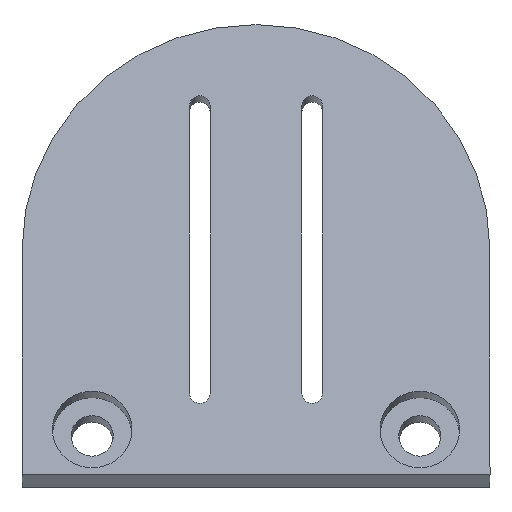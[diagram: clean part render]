
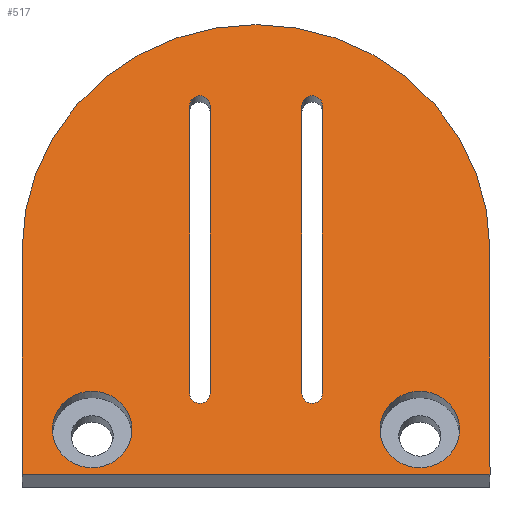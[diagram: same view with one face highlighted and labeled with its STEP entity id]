
A CAD part, front view. The second image highlights one B-rep face of the part: STEP entity #517.
In plain terms, the highlighted planar face has unit normal (0, -0.961, 0.276).
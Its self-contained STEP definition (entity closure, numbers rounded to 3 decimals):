
#17=FACE_BOUND('',#83,.T.);
#18=FACE_BOUND('',#84,.T.);
#19=FACE_BOUND('',#85,.T.);
#20=FACE_BOUND('',#86,.T.);
#29=PLANE('',#569);
#50=FACE_OUTER_BOUND('',#82,.T.);
#82=EDGE_LOOP('',(#374,#375,#376,#377));
#83=EDGE_LOOP('',(#378));
#84=EDGE_LOOP('',(#379));
#85=EDGE_LOOP('',(#380,#381,#382,#383));
#86=EDGE_LOOP('',(#384,#385,#386,#387));
#120=LINE('',#803,#166);
#121=LINE('',#805,#167);
#122=LINE('',#806,#168);
#123=LINE('',#809,#169);
#124=LINE('',#813,#170);
#125=LINE('',#817,#171);
#126=LINE('',#821,#172);
#166=VECTOR('',#649,10.);
#167=VECTOR('',#650,10.);
#168=VECTOR('',#651,10.);
#169=VECTOR('',#652,10.);
#170=VECTOR('',#655,10.);
#171=VECTOR('',#658,10.);
#172=VECTOR('',#661,10.);
#212=CIRCLE('',#562,4.25);
#214=CIRCLE('',#566,4.25);
#216=CIRCLE('',#570,25.);
#217=CIRCLE('',#571,1.1);
#218=CIRCLE('',#572,1.1);
#219=CIRCLE('',#573,1.1);
#220=CIRCLE('',#574,1.1);
#238=VERTEX_POINT('',#785);
#240=VERTEX_POINT('',#792);
#242=VERTEX_POINT('',#799);
#243=VERTEX_POINT('',#800);
#244=VERTEX_POINT('',#802);
#245=VERTEX_POINT('',#804);
#246=VERTEX_POINT('',#807);
#247=VERTEX_POINT('',#808);
#248=VERTEX_POINT('',#810);
#249=VERTEX_POINT('',#812);
#250=VERTEX_POINT('',#815);
#251=VERTEX_POINT('',#816);
#252=VERTEX_POINT('',#818);
#253=VERTEX_POINT('',#820);
#288=EDGE_CURVE('',#238,#238,#212,.T.);
#291=EDGE_CURVE('',#240,#240,#214,.T.);
#294=EDGE_CURVE('',#242,#243,#216,.T.);
#295=EDGE_CURVE('',#244,#242,#120,.T.);
#296=EDGE_CURVE('',#245,#244,#121,.T.);
#297=EDGE_CURVE('',#243,#245,#122,.T.);
#298=EDGE_CURVE('',#246,#247,#123,.T.);
#299=EDGE_CURVE('',#247,#248,#217,.T.);
#300=EDGE_CURVE('',#248,#249,#124,.T.);
#301=EDGE_CURVE('',#249,#246,#218,.T.);
#302=EDGE_CURVE('',#250,#251,#125,.T.);
#303=EDGE_CURVE('',#250,#252,#219,.T.);
#304=EDGE_CURVE('',#253,#252,#126,.T.);
#305=EDGE_CURVE('',#253,#251,#220,.T.);
#374=ORIENTED_EDGE('',*,*,#294,.F.);
#375=ORIENTED_EDGE('',*,*,#295,.F.);
#376=ORIENTED_EDGE('',*,*,#296,.F.);
#377=ORIENTED_EDGE('',*,*,#297,.F.);
#378=ORIENTED_EDGE('',*,*,#288,.T.);
#379=ORIENTED_EDGE('',*,*,#291,.T.);
#380=ORIENTED_EDGE('',*,*,#298,.T.);
#381=ORIENTED_EDGE('',*,*,#299,.T.);
#382=ORIENTED_EDGE('',*,*,#300,.T.);
#383=ORIENTED_EDGE('',*,*,#301,.T.);
#384=ORIENTED_EDGE('',*,*,#302,.F.);
#385=ORIENTED_EDGE('',*,*,#303,.T.);
#386=ORIENTED_EDGE('',*,*,#304,.F.);
#387=ORIENTED_EDGE('',*,*,#305,.T.);
#517=ADVANCED_FACE('',(#50,#17,#18,#19,#20),#29,.F.);
#562=AXIS2_PLACEMENT_3D('',#786,#629,#630);
#566=AXIS2_PLACEMENT_3D('',#793,#638,#639);
#569=AXIS2_PLACEMENT_3D('',#798,#645,#646);
#570=AXIS2_PLACEMENT_3D('',#801,#647,#648);
#571=AXIS2_PLACEMENT_3D('',#811,#653,#654);
#572=AXIS2_PLACEMENT_3D('',#814,#656,#657);
#573=AXIS2_PLACEMENT_3D('',#819,#659,#660);
#574=AXIS2_PLACEMENT_3D('',#822,#662,#663);
#629=DIRECTION('center_axis',(0.,0.961,-0.276));
#630=DIRECTION('ref_axis',(1.,0.,0.));
#638=DIRECTION('center_axis',(0.,0.961,-0.276));
#639=DIRECTION('ref_axis',(1.,0.,0.));
#645=DIRECTION('center_axis',(0.,0.961,-0.276));
#646=DIRECTION('ref_axis',(-1.,0.,0.));
#647=DIRECTION('center_axis',(0.,0.961,-0.276));
#648=DIRECTION('ref_axis',(0.707,0.195,0.68));
#649=DIRECTION('',(0.,0.276,0.961));
#650=DIRECTION('',(-1.,0.,0.));
#651=DIRECTION('',(0.,-0.276,-0.961));
#652=DIRECTION('',(0.,0.276,0.961));
#653=DIRECTION('center_axis',(0.,0.961,-0.276));
#654=DIRECTION('ref_axis',(-1.,0.,0.));
#655=DIRECTION('',(0.,-0.276,-0.961));
#656=DIRECTION('center_axis',(0.,0.961,-0.276));
#657=DIRECTION('ref_axis',(1.,0.,0.));
#658=DIRECTION('',(0.,0.276,0.961));
#659=DIRECTION('center_axis',(0.,0.961,-0.276));
#660=DIRECTION('ref_axis',(1.,0.,0.));
#661=DIRECTION('',(0.,-0.276,-0.961));
#662=DIRECTION('center_axis',(0.,0.961,-0.276));
#663=DIRECTION('ref_axis',(-1.,0.,0.));
#785=CARTESIAN_POINT('',(1.093,-176.694,358.927));
#786=CARTESIAN_POINT('Origin',(5.343,-176.694,358.927));
#792=CARTESIAN_POINT('',(-33.907,-176.694,358.927));
#793=CARTESIAN_POINT('Origin',(-29.657,-176.694,358.927));
#798=CARTESIAN_POINT('Origin',(-12.157,-171.181,378.152));
#799=CARTESIAN_POINT('',(-37.157,-171.181,378.152));
#800=CARTESIAN_POINT('',(12.843,-171.181,378.152));
#801=CARTESIAN_POINT('Origin',(-12.157,-171.181,378.152));
#802=CARTESIAN_POINT('',(-37.157,-178.072,354.12));
#803=CARTESIAN_POINT('',(-37.157,-178.072,354.12));
#804=CARTESIAN_POINT('',(12.843,-178.072,354.12));
#805=CARTESIAN_POINT('',(12.843,-178.072,354.12));
#806=CARTESIAN_POINT('',(12.843,-164.29,402.183));
#807=CARTESIAN_POINT('',(-7.257,-175.591,362.772));
#808=CARTESIAN_POINT('',(-7.257,-166.771,393.532));
#809=CARTESIAN_POINT('',(-7.257,-175.591,362.772));
#810=CARTESIAN_POINT('',(-5.057,-166.771,393.532));
#811=CARTESIAN_POINT('Origin',(-6.157,-166.771,393.532));
#812=CARTESIAN_POINT('',(-5.057,-175.591,362.772));
#813=CARTESIAN_POINT('',(-5.057,-166.771,393.532));
#814=CARTESIAN_POINT('Origin',(-6.157,-175.591,362.772));
#815=CARTESIAN_POINT('',(-17.057,-175.591,362.772));
#816=CARTESIAN_POINT('',(-17.057,-166.771,393.532));
#817=CARTESIAN_POINT('',(-17.057,-175.591,362.772));
#818=CARTESIAN_POINT('',(-19.257,-175.591,362.772));
#819=CARTESIAN_POINT('Origin',(-18.157,-175.591,362.772));
#820=CARTESIAN_POINT('',(-19.257,-166.771,393.532));
#821=CARTESIAN_POINT('',(-19.257,-166.771,393.532));
#822=CARTESIAN_POINT('Origin',(-18.157,-166.771,393.532));
